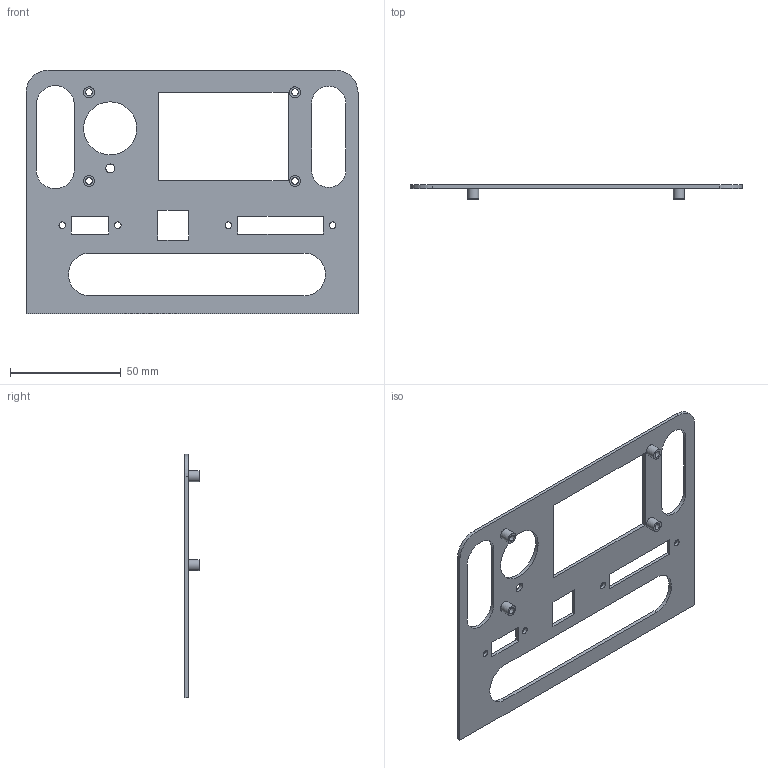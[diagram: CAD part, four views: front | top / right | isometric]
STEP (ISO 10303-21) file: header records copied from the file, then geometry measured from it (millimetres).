
FILE_DESCRIPTION(('FreeCAD Model'),'2;1');
FILE_NAME('Open CASCADE Shape Model','2023-12-10T08:28:20',('Author'),( ''),'Open CASCADE STEP processor 7.5','FreeCAD','Unknown');
FILE_SCHEMA(('AUTOMOTIVE_DESIGN { 1 0 10303 214 1 1 1 1 }'));
Length unit declared in the file: millimetre
Products named in the file (1): Body_MountMini12864
Bounding box: 150 x 6.35 x 110 mm (x, y, z)
Volume: 15172.7 mm3; surface area: 21746.2 mm2
Topology: 1 solids, 1 shells, 62 faces, 156 edges, 104 vertices
Faces by surface type: plane 36, cylinder 26
Full cylindrical faces by diameter (mm): 3 x12, 4 x1, 5 x4, 24 x1
Entity records: 1962 total; most frequent: DIRECTION 334, CARTESIAN_POINT 323, ORIENTED_EDGE 312, EDGE_CURVE 156, AXIS2_PLACEMENT_3D 115, FACE_BOUND 104, EDGE_LOOP 104, VERTEX_POINT 104
